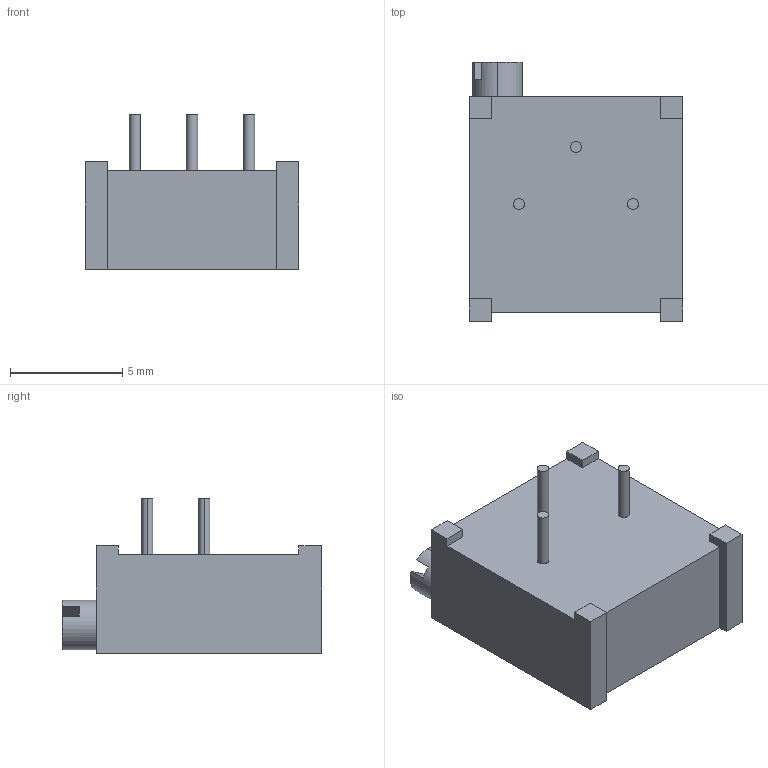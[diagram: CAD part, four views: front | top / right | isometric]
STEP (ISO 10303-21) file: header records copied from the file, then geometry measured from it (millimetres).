
FILE_DESCRIPTION (( 'STEP AP214' ), '1' );
FILE_NAME ('User Library-3296P.STEP', '2015-10-12T21:37:21', ( 'Windows User' ), ( '' ), 'SwSTEP 2.0', 'SolidWorks 2015', '' );
FILE_SCHEMA (( 'AUTOMOTIVE_DESIGN' ));
Length unit declared in the file: millimetre
Products named in the file (1): User Library-3296P
Bounding box: 9.53 x 11.55 x 6.9 mm (x, y, z)
Volume: 414.5 mm3; surface area: 408.1 mm2
Topology: 5 solids, 5 shells, 242 faces, 639 edges, 426 vertices
Faces by surface type: plane 142, bspline 92, cylinder 8
Entity records: 10697 total; most frequent: CARTESIAN_POINT 5144, ORIENTED_EDGE 1278, DIRECTION 757, EDGE_CURVE 639, VERTEX_POINT 426, VECTOR 415, LINE 415, EDGE_LOOP 261
